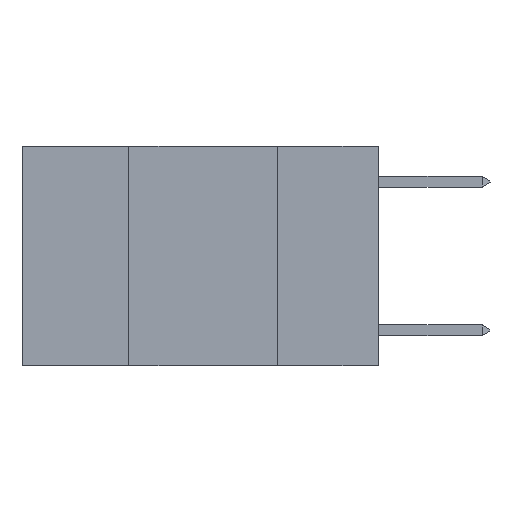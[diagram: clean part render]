
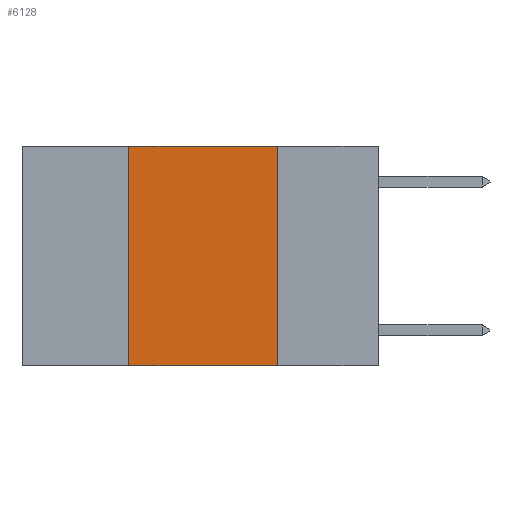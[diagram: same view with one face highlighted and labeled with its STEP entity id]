
A CAD part, left-side view. The second image highlights one B-rep face of the part: STEP entity #6128.
In plain terms, the highlighted planar face has unit normal (-1, 0, 0).
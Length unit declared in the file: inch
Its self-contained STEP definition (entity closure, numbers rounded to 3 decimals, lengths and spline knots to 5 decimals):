
#70 = DIRECTION ( 'NONE',  ( 0., -1., 0. ) ) ;
#314 = VERTEX_POINT ( 'NONE', #4830 ) ;
#427 = VERTEX_POINT ( 'NONE', #2771 ) ;
#597 = FACE_OUTER_BOUND ( 'NONE', #2777, .T. ) ;
#625 = CARTESIAN_POINT ( 'NONE',  ( 0., 0.6, 0. ) ) ;
#754 = EDGE_CURVE ( 'NONE', #3028, #427, #5233, .T. ) ;
#1291 = ORIENTED_EDGE ( 'NONE', *, *, #754, .F. ) ;
#1435 = ORIENTED_EDGE ( 'NONE', *, *, #4361, .T. ) ;
#1655 = CARTESIAN_POINT ( 'NONE',  ( 0., 0.42, -0.37 ) ) ;
#2677 = PLANE ( 'NONE',  #7565 ) ;
#2771 = CARTESIAN_POINT ( 'NONE',  ( 0., 0.42, 0. ) ) ;
#2777 = EDGE_LOOP ( 'NONE', ( #7713, #9156, #1291, #1435 ) ) ;
#2910 = EDGE_CURVE ( 'NONE', #427, #11024, #7974, .T. ) ;
#3028 = VERTEX_POINT ( 'NONE', #1655 ) ;
#3364 = VECTOR ( 'NONE', #3442, 39.37008 ) ;
#3379 = CARTESIAN_POINT ( 'NONE',  ( 0., 0.17, 0. ) ) ;
#3442 = DIRECTION ( 'NONE',  ( 0., -1., 0. ) ) ;
#3451 = CARTESIAN_POINT ( 'NONE',  ( 0., 0.6, -0.37 ) ) ;
#3650 = DIRECTION ( 'NONE',  ( 1., 0., 0. ) ) ;
#3765 = LINE ( 'NONE', #3379, #11573 ) ;
#3843 = LINE ( 'NONE', #3451, #3364 ) ;
#4149 = CARTESIAN_POINT ( 'NONE',  ( 0., 0.17, 0. ) ) ;
#4341 = DIRECTION ( 'NONE',  ( 0., 0., -1. ) ) ;
#4361 = EDGE_CURVE ( 'NONE', #3028, #314, #3843, .T. ) ;
#4644 = VECTOR ( 'NONE', #11257, 39.37008 ) ;
#4830 = CARTESIAN_POINT ( 'NONE',  ( 0., 0.17, -0.37 ) ) ;
#5233 = LINE ( 'NONE', #11289, #4644 ) ;
#5515 = CARTESIAN_POINT ( 'NONE',  ( 0., 0.6, 0. ) ) ;
#6128 = ADVANCED_FACE ( 'NONE', ( #597 ), #2677, .F. ) ;
#6960 = VECTOR ( 'NONE', #70, 39.37008 ) ;
#7565 = AXIS2_PLACEMENT_3D ( 'NONE', #5515, #3650, #10498 ) ;
#7713 = ORIENTED_EDGE ( 'NONE', *, *, #12707, .F. ) ;
#7974 = LINE ( 'NONE', #625, #6960 ) ;
#9156 = ORIENTED_EDGE ( 'NONE', *, *, #2910, .F. ) ;
#10498 = DIRECTION ( 'NONE',  ( 0., 0., -1. ) ) ;
#11024 = VERTEX_POINT ( 'NONE', #4149 ) ;
#11257 = DIRECTION ( 'NONE',  ( 0., 0., 1. ) ) ;
#11289 = CARTESIAN_POINT ( 'NONE',  ( 0., 0.42, 0. ) ) ;
#11573 = VECTOR ( 'NONE', #4341, 39.37008 ) ;
#12707 = EDGE_CURVE ( 'NONE', #11024, #314, #3765, .T. ) ;
